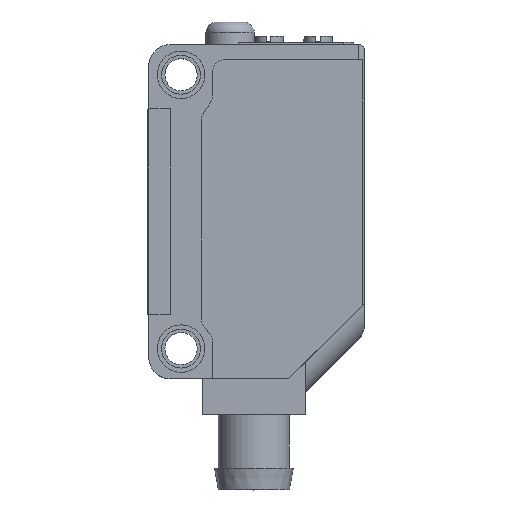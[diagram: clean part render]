
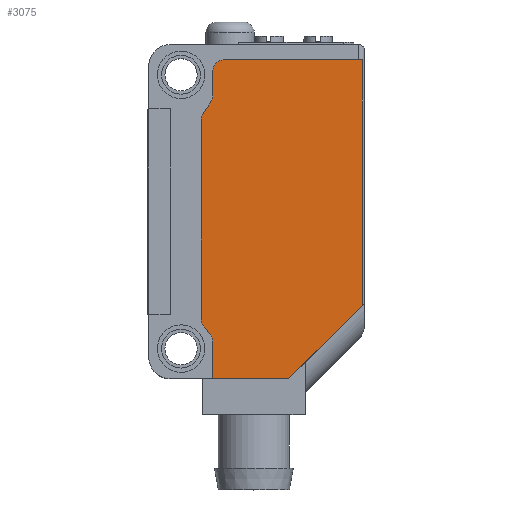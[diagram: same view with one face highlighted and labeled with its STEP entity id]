
A CAD part, top view. The second image highlights one B-rep face of the part: STEP entity #3075.
In plain terms, the highlighted planar face has unit normal (0, 0, 1).
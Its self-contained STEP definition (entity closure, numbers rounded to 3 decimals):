
#113 = LINE ( 'NONE', #9485, #10353 ) ;
#268 = CARTESIAN_POINT ( 'NONE',  ( 10., -2.8, 5.1 ) ) ;
#722 = EDGE_CURVE ( 'NONE', #13524, #2886, #5251, .T. ) ;
#911 = VERTEX_POINT ( 'NONE', #18221 ) ;
#1127 = VERTEX_POINT ( 'NONE', #22431 ) ;
#1234 = CARTESIAN_POINT ( 'NONE',  ( 1.948, 0.654, 5.1 ) ) ;
#1654 = ORIENTED_EDGE ( 'NONE', *, *, #13779, .T. ) ;
#1719 = ORIENTED_EDGE ( 'NONE', *, *, #10081, .T. ) ;
#1837 = CARTESIAN_POINT ( 'NONE',  ( 2.736, 1.27, 5.1 ) ) ;
#2075 = DIRECTION ( 'NONE',  ( 0.707, 0.707, 0. ) ) ;
#2234 = CARTESIAN_POINT ( 'NONE',  ( 10., -2.8, 5.1 ) ) ;
#2433 = VECTOR ( 'NONE', #4962, 1000. ) ;
#2681 = CARTESIAN_POINT ( 'NONE',  ( 2.776, 22.888, 5.1 ) ) ;
#2795 = ORIENTED_EDGE ( 'NONE', *, *, #18925, .T. ) ;
#2886 = VERTEX_POINT ( 'NONE', #4938 ) ;
#3032 = LINE ( 'NONE', #2681, #17898 ) ;
#3075 = ADVANCED_FACE ( 'NONE', ( #5635 ), #3600, .T. ) ;
#3126 = CARTESIAN_POINT ( 'NONE',  ( 16.8, 4., 5.1 ) ) ;
#3600 = PLANE ( 'NONE',  #20089 ) ;
#3989 = EDGE_CURVE ( 'NONE', #14960, #9484, #13851, .T. ) ;
#4341 = VECTOR ( 'NONE', #22494, 1000. ) ;
#4480 = VERTEX_POINT ( 'NONE', #5126 ) ;
#4600 = AXIS2_PLACEMENT_3D ( 'NONE', #8620, #23303, #10554 ) ;
#4651 = EDGE_CURVE ( 'NONE', #1127, #11458, #19535, .T. ) ;
#4797 = AXIS2_PLACEMENT_3D ( 'NONE', #1234, #8467, #15819 ) ;
#4929 = VERTEX_POINT ( 'NONE', #22787 ) ;
#4938 = CARTESIAN_POINT ( 'NONE',  ( 1.872, 2.718, 5.1 ) ) ;
#4962 = DIRECTION ( 'NONE',  ( 1., 0., 0. ) ) ;
#5126 = CARTESIAN_POINT ( 'NONE',  ( 16.8, 26.78, 5.1 ) ) ;
#5250 = EDGE_CURVE ( 'NONE', #911, #1127, #12792, .T. ) ;
#5251 = LINE ( 'NONE', #18492, #20413 ) ;
#5303 = AXIS2_PLACEMENT_3D ( 'NONE', #13732, #8660, #22989 ) ;
#5480 = DIRECTION ( 'NONE',  ( 0.617, -0.787, 0. ) ) ;
#5635 = FACE_OUTER_BOUND ( 'NONE', #7205, .T. ) ;
#5698 = CARTESIAN_POINT ( 'NONE',  ( 2.948, 23.45, 5.1 ) ) ;
#6536 = CARTESIAN_POINT ( 'NONE',  ( 2.948, -2.8, 5.1 ) ) ;
#7010 = EDGE_CURVE ( 'NONE', #9484, #4929, #18462, .T. ) ;
#7126 = CARTESIAN_POINT ( 'NONE',  ( 2.044, 21.81, 5.1 ) ) ;
#7205 = EDGE_LOOP ( 'NONE', ( #12190, #12009, #14566, #13217, #17832, #13940, #15661, #17870, #15421, #14474, #2795, #1654, #1719, #8641 ) ) ;
#7563 = DIRECTION ( 'NONE',  ( 1., 0., 0. ) ) ;
#7904 = CIRCLE ( 'NONE', #14486, 1. ) ;
#8467 = DIRECTION ( 'NONE',  ( 0., 0., -1. ) ) ;
#8620 = CARTESIAN_POINT ( 'NONE',  ( 1.948, 23.45, 5.1 ) ) ;
#8641 = ORIENTED_EDGE ( 'NONE', *, *, #3989, .T. ) ;
#8660 = DIRECTION ( 'NONE',  ( 0., 0., 1. ) ) ;
#8829 = EDGE_CURVE ( 'NONE', #4929, #16190, #3032, .T. ) ;
#8904 = EDGE_CURVE ( 'NONE', #13186, #911, #22111, .T. ) ;
#9157 = CIRCLE ( 'NONE', #19217, 1. ) ;
#9261 = DIRECTION ( 'NONE',  ( 0., 1., 0. ) ) ;
#9484 = VERTEX_POINT ( 'NONE', #5698 ) ;
#9485 = CARTESIAN_POINT ( 'NONE',  ( 16.8, 4., 5.1 ) ) ;
#9524 = VECTOR ( 'NONE', #19318, 1000. ) ;
#9988 = CARTESIAN_POINT ( 'NONE',  ( 2.948, 25.78, 5.1 ) ) ;
#10081 = EDGE_CURVE ( 'NONE', #23654, #14960, #7904, .T. ) ;
#10353 = VECTOR ( 'NONE', #9261, 1000. ) ;
#10554 = DIRECTION ( 'NONE',  ( 1., 0., 0. ) ) ;
#10667 = VECTOR ( 'NONE', #5480, 1000. ) ;
#10853 = DIRECTION ( 'NONE',  ( 1., 0., 0. ) ) ;
#11198 = DIRECTION ( 'NONE',  ( 0., 0., 1. ) ) ;
#11458 = VERTEX_POINT ( 'NONE', #2234 ) ;
#11654 = VERTEX_POINT ( 'NONE', #12128 ) ;
#11790 = EDGE_CURVE ( 'NONE', #11654, #13186, #23783, .T. ) ;
#12009 = ORIENTED_EDGE ( 'NONE', *, *, #8829, .T. ) ;
#12128 = CARTESIAN_POINT ( 'NONE',  ( 2.084, 2.102, 5.1 ) ) ;
#12190 = ORIENTED_EDGE ( 'NONE', *, *, #7010, .T. ) ;
#12792 = LINE ( 'NONE', #14937, #22054 ) ;
#12821 = LINE ( 'NONE', #268, #12983 ) ;
#12983 = VECTOR ( 'NONE', #2075, 1000. ) ;
#13186 = VERTEX_POINT ( 'NONE', #1837 ) ;
#13217 = ORIENTED_EDGE ( 'NONE', *, *, #722, .T. ) ;
#13524 = VERTEX_POINT ( 'NONE', #17343 ) ;
#13732 = CARTESIAN_POINT ( 'NONE',  ( 2.872, 2.718, 5.1 ) ) ;
#13779 = EDGE_CURVE ( 'NONE', #4480, #23654, #21128, .T. ) ;
#13851 = LINE ( 'NONE', #9988, #4341 ) ;
#13940 = ORIENTED_EDGE ( 'NONE', *, *, #11790, .T. ) ;
#14474 = ORIENTED_EDGE ( 'NONE', *, *, #22327, .T. ) ;
#14486 = AXIS2_PLACEMENT_3D ( 'NONE', #16029, #14582, #10853 ) ;
#14537 = CARTESIAN_POINT ( 'NONE',  ( 2.948, 25.78, 5.1 ) ) ;
#14566 = ORIENTED_EDGE ( 'NONE', *, *, #17212, .T. ) ;
#14582 = DIRECTION ( 'NONE',  ( 0., 0., 1. ) ) ;
#14937 = CARTESIAN_POINT ( 'NONE',  ( 2.948, 0.654, 5.1 ) ) ;
#14960 = VERTEX_POINT ( 'NONE', #14537 ) ;
#15421 = ORIENTED_EDGE ( 'NONE', *, *, #4651, .T. ) ;
#15661 = ORIENTED_EDGE ( 'NONE', *, *, #8904, .T. ) ;
#15819 = DIRECTION ( 'NONE',  ( 1., 0., 0. ) ) ;
#16029 = CARTESIAN_POINT ( 'NONE',  ( 3.948, 25.78, 5.1 ) ) ;
#16143 = CARTESIAN_POINT ( 'NONE',  ( 2.872, 21.249, 5.1 ) ) ;
#16190 = VERTEX_POINT ( 'NONE', #7126 ) ;
#17207 = VERTEX_POINT ( 'NONE', #3126 ) ;
#17212 = EDGE_CURVE ( 'NONE', #16190, #13524, #9157, .T. ) ;
#17282 = CARTESIAN_POINT ( 'NONE',  ( 16.8, 26.78, 5.1 ) ) ;
#17343 = CARTESIAN_POINT ( 'NONE',  ( 1.872, 21.249, 5.1 ) ) ;
#17493 = DIRECTION ( 'NONE',  ( -0.562, -0.827, 0. ) ) ;
#17832 = ORIENTED_EDGE ( 'NONE', *, *, #21864, .T. ) ;
#17870 = ORIENTED_EDGE ( 'NONE', *, *, #5250, .T. ) ;
#17898 = VECTOR ( 'NONE', #17493, 1000. ) ;
#18221 = CARTESIAN_POINT ( 'NONE',  ( 2.948, 0.654, 5.1 ) ) ;
#18316 = DIRECTION ( 'NONE',  ( 0., -1., 0. ) ) ;
#18462 = CIRCLE ( 'NONE', #4600, 1. ) ;
#18492 = CARTESIAN_POINT ( 'NONE',  ( 1.872, 21.249, 5.1 ) ) ;
#18925 = EDGE_CURVE ( 'NONE', #17207, #4480, #113, .T. ) ;
#19217 = AXIS2_PLACEMENT_3D ( 'NONE', #16143, #21438, #23360 ) ;
#19318 = DIRECTION ( 'NONE',  ( -1., 0., 0. ) ) ;
#19445 = DIRECTION ( 'NONE',  ( 0., -1., 0. ) ) ;
#19535 = LINE ( 'NONE', #6536, #2433 ) ;
#20089 = AXIS2_PLACEMENT_3D ( 'NONE', #20334, #11198, #7563 ) ;
#20283 = CARTESIAN_POINT ( 'NONE',  ( 2.084, 2.102, 5.1 ) ) ;
#20334 = CARTESIAN_POINT ( 'NONE',  ( 1.948, 23.45, 5.1 ) ) ;
#20413 = VECTOR ( 'NONE', #19445, 1000. ) ;
#21128 = LINE ( 'NONE', #17282, #9524 ) ;
#21438 = DIRECTION ( 'NONE',  ( 0., 0., 1. ) ) ;
#21864 = EDGE_CURVE ( 'NONE', #2886, #11654, #22728, .T. ) ;
#22050 = CARTESIAN_POINT ( 'NONE',  ( 3.948, 26.78, 5.1 ) ) ;
#22054 = VECTOR ( 'NONE', #18316, 1000. ) ;
#22111 = CIRCLE ( 'NONE', #4797, 1. ) ;
#22327 = EDGE_CURVE ( 'NONE', #11458, #17207, #12821, .T. ) ;
#22431 = CARTESIAN_POINT ( 'NONE',  ( 2.948, -2.8, 5.1 ) ) ;
#22494 = DIRECTION ( 'NONE',  ( 0., -1., 0. ) ) ;
#22728 = CIRCLE ( 'NONE', #5303, 1. ) ;
#22787 = CARTESIAN_POINT ( 'NONE',  ( 2.776, 22.888, 5.1 ) ) ;
#22989 = DIRECTION ( 'NONE',  ( 1., 0., 0. ) ) ;
#23303 = DIRECTION ( 'NONE',  ( 0., 0., -1. ) ) ;
#23360 = DIRECTION ( 'NONE',  ( 1., 0., 0. ) ) ;
#23654 = VERTEX_POINT ( 'NONE', #22050 ) ;
#23783 = LINE ( 'NONE', #20283, #10667 ) ;
